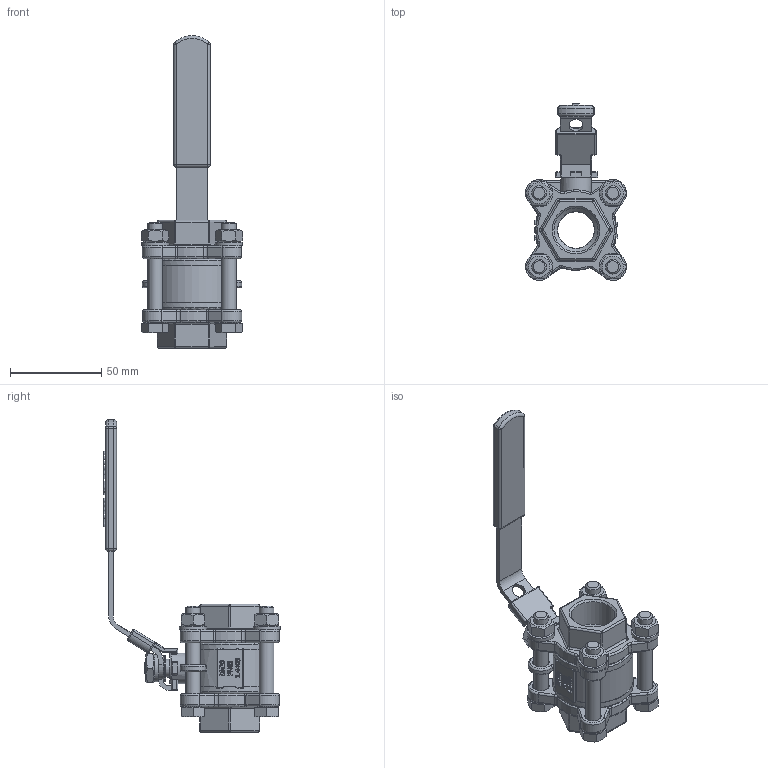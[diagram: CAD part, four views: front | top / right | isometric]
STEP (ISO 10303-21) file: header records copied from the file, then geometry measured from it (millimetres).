
FILE_DESCRIPTION(/* description */ ('790005'),/* implementation_level */ '2;1');
FILE_NAME(/* name */ '790005.stp',/* time_stamp */ '2014-11-18T13:56:05+01:00',/* author */ ('JM'),/* organization */ ('Sferaco'),/* preprocessor_version */ 'ST-DEVELOPER v15.6',/* originating_system */ 'Autodesk Inventor 2015',/* authorisation */ '');
FILE_SCHEMA (('AUTOMOTIVE_DESIGN { 1 0 10303 214 3 1 1 }'));
Products named in the file (1): 790005_bd
Bounding box: 55.32 x 96.6 x 170.95 mm (x, y, z)
Volume: 106954.9 mm3; surface area: 41003.4 mm2
Topology: 1 solids, 3 shells, 1586 faces, 4036 edges, 2537 vertices
Faces by surface type: plane 653, bspline 449, cylinder 280, torus 116, cone 46, sphere 42
Full cylindrical faces by diameter (mm): 7.6 x1, 8 x8, 8.376 x1, 9 x10, 10 x1, 13 x4, 17 x1, 20 x1, 24.117 x2, 44 x2
Entity records: 52807 total; most frequent: CARTESIAN_POINT 16278, ORIENTED_EDGE 7902, DIRECTION 6004, EDGE_CURVE 3951, VERTEX_POINT 2507, LINE 2010, VECTOR 2010, AXIS2_PLACEMENT_3D 1997
